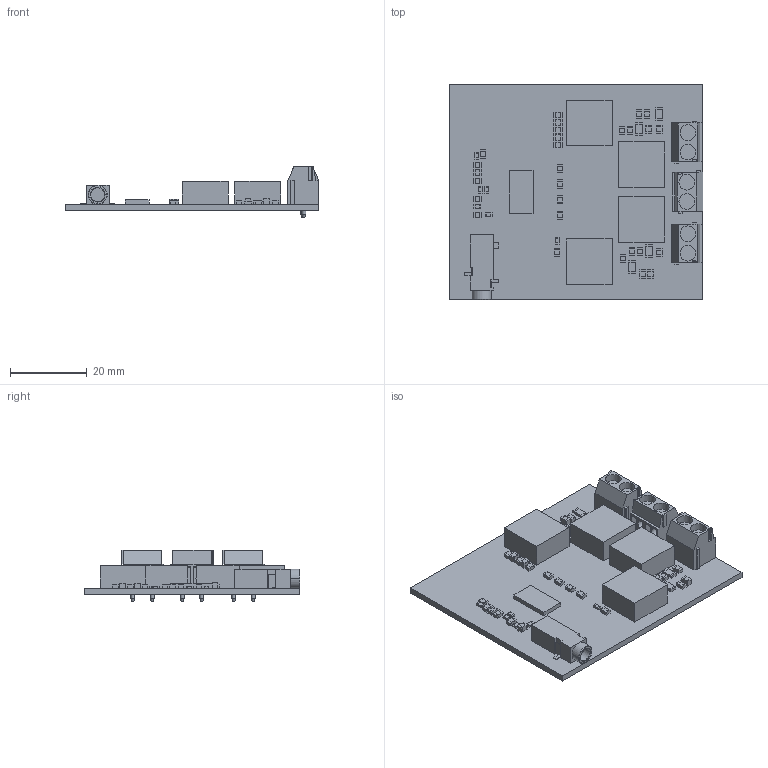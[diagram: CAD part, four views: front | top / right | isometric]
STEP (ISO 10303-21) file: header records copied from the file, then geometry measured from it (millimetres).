
FILE_DESCRIPTION(('Open CASCADE Model'),'2;1');
FILE_NAME('Open CASCADE Shape Model','2020-03-07T08:59:47',('Author'),( 'Open CASCADE'),'Open CASCADE STEP processor 6.5','Open CASCADE 6.5' ,'Unknown');
FILE_SCHEMA(('AUTOMOTIVE_DESIGN { 1 0 10303 214 1 1 1 1 }'));
Length unit declared in the file: millimetre
Products named in the file (91): PCB; Board; R11; 1366066976; Extruded; 1366066592; L4; 1366071200; C1; 1366069152; 1366066208; C2; 1366070816; 1366070688; C4; C5; 1366071456; 1366071584; C6; 1366070944; 1366071072; C7; C8; C9; C10; C11; C12; C13; C14; C15; C16; C17; C18; C19; C20; C21; C22; C24; C25; C26 ...
Assembly tree (191 placements, depth 4):
  PCB
    Board
    R11
      1366066976  x2
        Extruded
      1366066592
        Extruded
    L4
      1366071200
        Extruded
    C1
      1366069152
        Extruded
      1366066208  x2
        Extruded
    C2
      1366070816  x2
        Extruded
      1366070688
        Extruded
    C4
      1366066208  x2
        Extruded
      1366069152
        Extruded
    C5
      1366071456
        Extruded
      1366071584  x2
        Extruded
    C6
      1366070944  x2
        Extruded
      1366071072
        Extruded
    C7
      1366070816  x2
        Extruded
      1366070688
        Extruded
    C8
      1366070688
        Extruded
      1366070816  x2
        Extruded
    C9
      1366070816  x2
        Extruded
      1366070688
        Extruded
    C10
      1366070688
        Extruded
      1366070816  x2
        Extruded
    C11
      1366066208  x2
        Extruded
      1366069152
        Extruded
Bounding box: 66.33 x 56.39 x 13.5 mm (x, y, z)
Volume: 11902.8 mm3; surface area: 13988.5 mm2
Topology: 124 solids, 124 shells, 1012 faces, 2203 edges, 1460 vertices
Faces by surface type: plane 929, cylinder 69, cone 14
Full cylindrical faces by diameter (mm): 1 x6, 3 x6, 4.1 x6
Entity records: 19112 total; most frequent: CARTESIAN_POINT 3485, DIRECTION 2687, LINE 1577, VECTOR 1577, ORIENTED_EDGE 1242, PCURVE 1242, DEFINITIONAL_REPRESENTATION 1242, EDGE_CURVE 621
